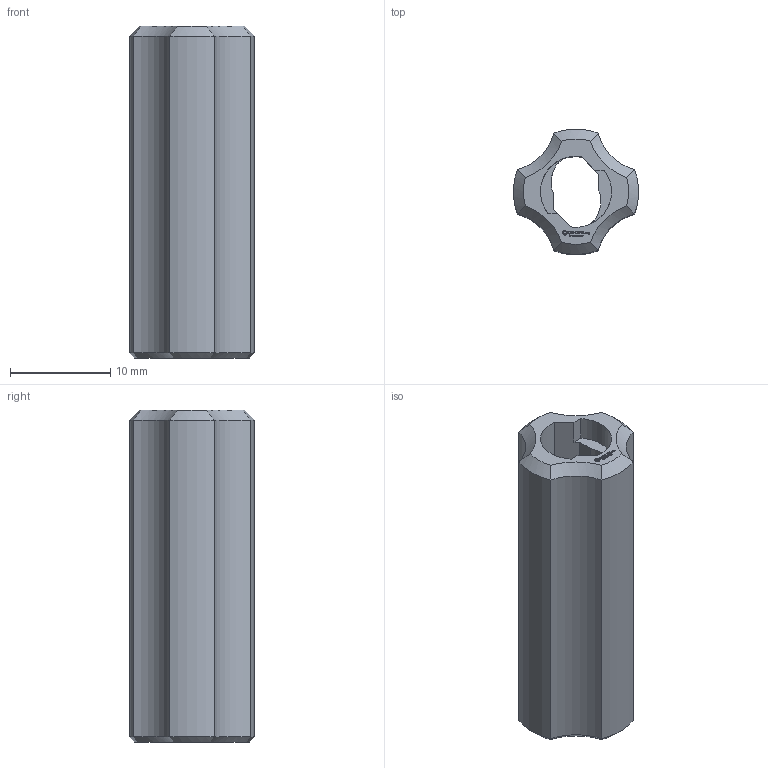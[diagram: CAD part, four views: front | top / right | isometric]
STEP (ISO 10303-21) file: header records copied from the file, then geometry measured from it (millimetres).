
FILE_DESCRIPTION(('FreeCAD Model'),'2;1');
FILE_NAME('Open CASCADE Shape Model','2021-05-23T23:41:04',( 'Paulo Kiefe'),('STEMFIE.org'),'Open CASCADE STEP processor 7.4', 'FreeCAD','Unknown');
FILE_SCHEMA(('AUTOMOTIVE_DESIGN { 1 0 10303 214 1 1 1 1 }'));
Length unit declared in the file: millimetre
Products named in the file (1): Nut_PH_CL_BU1x2.25_-_SPN-NUT-0027_(stemfie.org)_v1
Bounding box: 12.47 x 12.47 x 33.12 mm (x, y, z)
Volume: 2189.1 mm3; surface area: 2156.2 mm2
Topology: 1 solids, 1 shells, 456 faces, 1256 edges, 832 vertices
Faces by surface type: plane 307, bspline 119, cone 19, cylinder 11
Full cylindrical faces by diameter (mm): 7.1 x1
Entity records: 32578 total; most frequent: CARTESIAN_POINT 9035, DIRECTION 3693, LINE 2921, VECTOR 2921, ORIENTED_EDGE 2512, PCURVE 2512, DEFINITIONAL_REPRESENTATION 2512, EDGE_CURVE 1256
